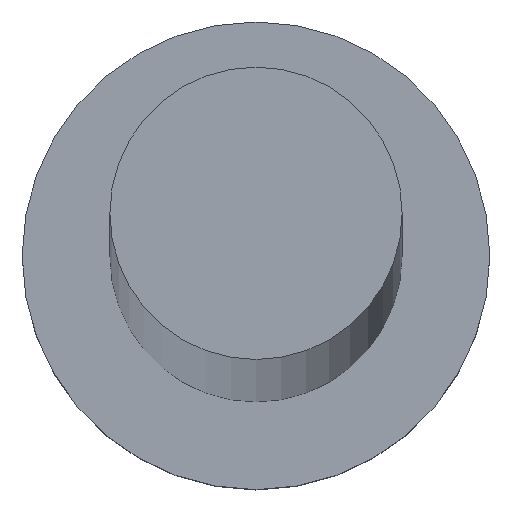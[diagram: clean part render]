
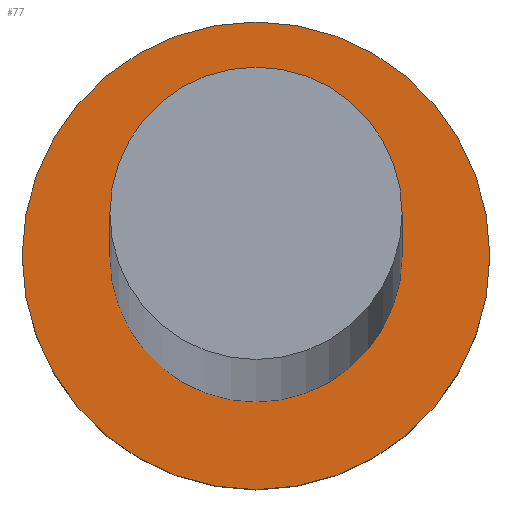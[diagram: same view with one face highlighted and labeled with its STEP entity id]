
A CAD part, top view. The second image highlights one B-rep face of the part: STEP entity #77.
In plain terms, the highlighted planar face has unit normal (0, 0, 1).
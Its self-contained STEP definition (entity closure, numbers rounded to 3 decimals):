
#3 = AXIS2_PLACEMENT_3D ( 'NONE', #36, #219, #75 ) ;
#4 = CIRCLE ( 'NONE', #177, 6. ) ;
#16 = CARTESIAN_POINT ( 'NONE',  ( 3.75, 0., 5. ) ) ;
#20 = ORIENTED_EDGE ( 'NONE', *, *, #199, .T. ) ;
#29 = EDGE_CURVE ( 'NONE', #148, #245, #116, .T. ) ;
#34 = FACE_BOUND ( 'NONE', #158, .T. ) ;
#36 = CARTESIAN_POINT ( 'NONE',  ( 0., 0., 5. ) ) ;
#38 = DIRECTION ( 'NONE',  ( 1., 0., 0. ) ) ;
#52 = VERTEX_POINT ( 'NONE', #172 ) ;
#59 = AXIS2_PLACEMENT_3D ( 'NONE', #253, #212, #79 ) ;
#67 = DIRECTION ( 'NONE',  ( 1., 0., 0. ) ) ;
#68 = ORIENTED_EDGE ( 'NONE', *, *, #29, .F. ) ;
#70 = ORIENTED_EDGE ( 'NONE', *, *, #235, .F. ) ;
#75 = DIRECTION ( 'NONE',  ( 1., 0., 0. ) ) ;
#77 = ADVANCED_FACE ( 'NONE', ( #34, #161 ), #255, .T. ) ;
#79 = DIRECTION ( 'NONE',  ( 1., 0., 0. ) ) ;
#82 = EDGE_CURVE ( 'NONE', #52, #88, #187, .T. ) ;
#86 = DIRECTION ( 'NONE',  ( 0., 0., 1. ) ) ;
#88 = VERTEX_POINT ( 'NONE', #119 ) ;
#104 = DIRECTION ( 'NONE',  ( 0., 0., 1. ) ) ;
#116 = CIRCLE ( 'NONE', #3, 3.75 ) ;
#119 = CARTESIAN_POINT ( 'NONE',  ( -6., 0., 5. ) ) ;
#122 = AXIS2_PLACEMENT_3D ( 'NONE', #138, #215, #38 ) ;
#123 = AXIS2_PLACEMENT_3D ( 'NONE', #242, #86, #67 ) ;
#138 = CARTESIAN_POINT ( 'NONE',  ( 0., 0., 5. ) ) ;
#147 = CARTESIAN_POINT ( 'NONE',  ( -3.75, 0., 5. ) ) ;
#148 = VERTEX_POINT ( 'NONE', #16 ) ;
#153 = EDGE_LOOP ( 'NONE', ( #20, #206 ) ) ;
#158 = EDGE_LOOP ( 'NONE', ( #70, #68 ) ) ;
#161 = FACE_OUTER_BOUND ( 'NONE', #153, .T. ) ;
#172 = CARTESIAN_POINT ( 'NONE',  ( 6., 0., 5. ) ) ;
#177 = AXIS2_PLACEMENT_3D ( 'NONE', #189, #104, #202 ) ;
#187 = CIRCLE ( 'NONE', #122, 6. ) ;
#189 = CARTESIAN_POINT ( 'NONE',  ( 0., 0., 5. ) ) ;
#199 = EDGE_CURVE ( 'NONE', #88, #52, #4, .T. ) ;
#201 = CIRCLE ( 'NONE', #123, 3.75 ) ;
#202 = DIRECTION ( 'NONE',  ( 1., 0., 0. ) ) ;
#206 = ORIENTED_EDGE ( 'NONE', *, *, #82, .T. ) ;
#212 = DIRECTION ( 'NONE',  ( 0., 0., 1. ) ) ;
#215 = DIRECTION ( 'NONE',  ( 0., 0., 1. ) ) ;
#219 = DIRECTION ( 'NONE',  ( 0., 0., 1. ) ) ;
#235 = EDGE_CURVE ( 'NONE', #245, #148, #201, .T. ) ;
#242 = CARTESIAN_POINT ( 'NONE',  ( 0., 0., 5. ) ) ;
#245 = VERTEX_POINT ( 'NONE', #147 ) ;
#253 = CARTESIAN_POINT ( 'NONE',  ( 0., 0., 5. ) ) ;
#255 = PLANE ( 'NONE',  #59 ) ;
